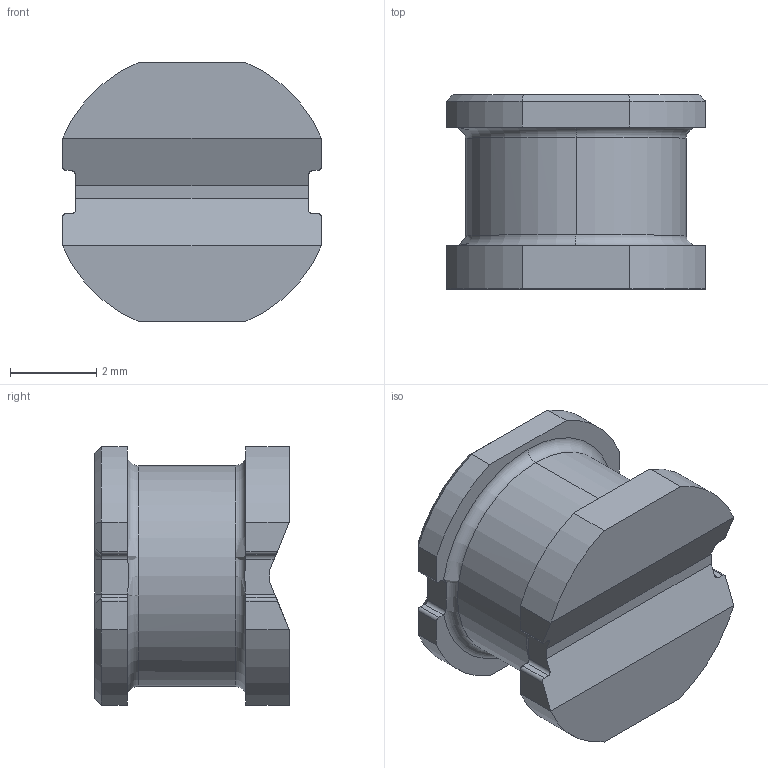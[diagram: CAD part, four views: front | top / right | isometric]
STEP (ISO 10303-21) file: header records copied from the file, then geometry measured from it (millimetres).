
FILE_DESCRIPTION(('STEP AP242'),'1');
FILE_NAME('srn6045-4r7y.stp','2022-06-18T10:35:57',('TraceParts'),('TraceParts S.A.'),'Spatial InterOp 3D',' ',' ');
FILE_SCHEMA(('AP242_MANAGED_MODEL_BASED_3D_ENGINEERING_MIM_LF {1 0 10303 442 1 1 4}'));
Length unit declared in the file: millimetre
Products named in the file (1): srn6045-4r7y
Bounding box: 6 x 4.5 x 6 mm (x, y, z)
Volume: 107.4 mm3; surface area: 157.8 mm2
Topology: 1 solids, 1 shells, 87 faces, 233 edges, 148 vertices
Faces by surface type: plane 46, cylinder 26, cone 8, torus 7
Entity records: 2870 total; most frequent: CARTESIAN_POINT 703, ORIENTED_EDGE 466, DIRECTION 438, EDGE_CURVE 233, AXIS2_PLACEMENT_3D 156, VERTEX_POINT 148, LINE 126, VECTOR 126
